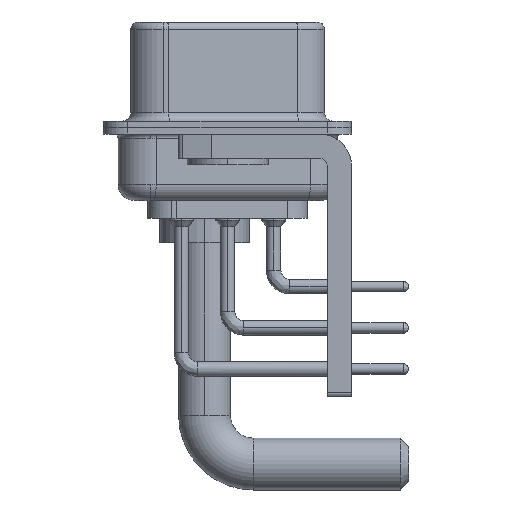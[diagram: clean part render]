
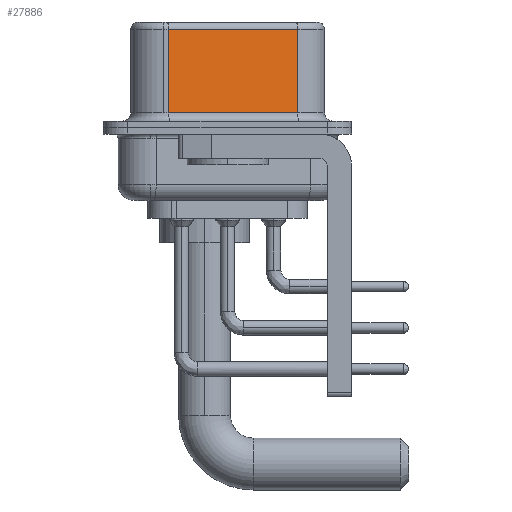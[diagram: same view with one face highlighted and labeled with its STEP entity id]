
A CAD part, left-side view. The second image highlights one B-rep face of the part: STEP entity #27886.
In plain terms, the highlighted planar face has unit normal (-0.985, -0.174, 0).
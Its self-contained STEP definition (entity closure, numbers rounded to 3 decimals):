
#42 = DIRECTION ( 'NONE',  ( -0.174, 0.985, 0. ) ) ;
#459 = CARTESIAN_POINT ( 'NONE',  ( 5.132, -4.322, 6.52 ) ) ;
#1009 = LINE ( 'NONE', #459, #23945 ) ;
#1340 = VERTEX_POINT ( 'NONE', #6587 ) ;
#2615 = VECTOR ( 'NONE', #31339, 1000. ) ;
#3052 = EDGE_LOOP ( 'NONE', ( #32151, #23944, #32838, #31643 ) ) ;
#5223 = VERTEX_POINT ( 'NONE', #30510 ) ;
#6587 = CARTESIAN_POINT ( 'NONE',  ( 3.73, 3.628, 6.02 ) ) ;
#8592 = CARTESIAN_POINT ( 'NONE',  ( 3.73, 3.628, 0.9 ) ) ;
#11475 = CARTESIAN_POINT ( 'NONE',  ( 5.132, -4.322, 0.9 ) ) ;
#16506 = EDGE_CURVE ( 'NONE', #30507, #1340, #32537, .T. ) ;
#18313 = CARTESIAN_POINT ( 'NONE',  ( 5.132, -4.322, 6.02 ) ) ;
#18608 = CARTESIAN_POINT ( 'NONE',  ( 3.73, 3.628, 6.52 ) ) ;
#19894 = PLANE ( 'NONE',  #20798 ) ;
#20258 = EDGE_CURVE ( 'NONE', #36922, #5223, #31520, .T. ) ;
#20798 = AXIS2_PLACEMENT_3D ( 'NONE', #25697, #31327, #42 ) ;
#23299 = DIRECTION ( 'NONE',  ( 0., 0., -1. ) ) ;
#23944 = ORIENTED_EDGE ( 'NONE', *, *, #16506, .T. ) ;
#23945 = VECTOR ( 'NONE', #23299, 1000. ) ;
#25697 = CARTESIAN_POINT ( 'NONE',  ( 5.132, -4.322, 6.52 ) ) ;
#26861 = DIRECTION ( 'NONE',  ( 0., 0., -1. ) ) ;
#27886 = ADVANCED_FACE ( 'NONE', ( #34111 ), #19894, .F. ) ;
#28742 = VECTOR ( 'NONE', #29731, 1000. ) ;
#29731 = DIRECTION ( 'NONE',  ( -0.174, 0.985, 0. ) ) ;
#30222 = CARTESIAN_POINT ( 'NONE',  ( 5.132, -4.322, 6.02 ) ) ;
#30399 = EDGE_CURVE ( 'NONE', #1340, #36922, #35828, .T. ) ;
#30507 = VERTEX_POINT ( 'NONE', #30222 ) ;
#30510 = CARTESIAN_POINT ( 'NONE',  ( 5.132, -4.322, 0.9 ) ) ;
#31327 = DIRECTION ( 'NONE',  ( 0.985, 0.174, 0. ) ) ;
#31339 = DIRECTION ( 'NONE',  ( 0.174, -0.985, 0. ) ) ;
#31520 = LINE ( 'NONE', #11475, #2615 ) ;
#31643 = ORIENTED_EDGE ( 'NONE', *, *, #20258, .T. ) ;
#31695 = EDGE_CURVE ( 'NONE', #30507, #5223, #1009, .T. ) ;
#32151 = ORIENTED_EDGE ( 'NONE', *, *, #31695, .F. ) ;
#32537 = LINE ( 'NONE', #18313, #28742 ) ;
#32838 = ORIENTED_EDGE ( 'NONE', *, *, #30399, .T. ) ;
#34111 = FACE_OUTER_BOUND ( 'NONE', #3052, .T. ) ;
#35217 = VECTOR ( 'NONE', #26861, 1000. ) ;
#35828 = LINE ( 'NONE', #18608, #35217 ) ;
#36922 = VERTEX_POINT ( 'NONE', #8592 ) ;
